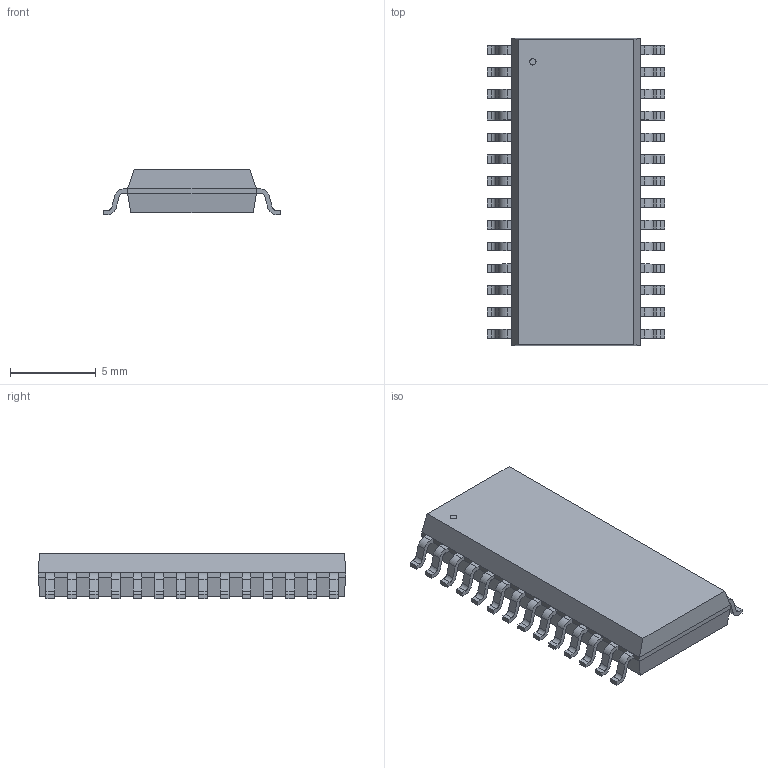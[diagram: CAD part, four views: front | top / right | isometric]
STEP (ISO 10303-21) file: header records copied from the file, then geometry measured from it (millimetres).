
FILE_DESCRIPTION(('STEP AP214'),'1');
FILE_NAME('SOIC28_SO_MCH','2023-03-08T04:04:02',(''),(''),'','','');
FILE_SCHEMA(('AUTOMOTIVE_DESIGN'));
Length unit declared in the file: millimetre
Products named in the file (1): product
Bounding box: 10.31 x 17.91 x 2.64 mm (x, y, z)
Volume: 336 mm3; surface area: 477.1 mm2
Topology: 30 solids, 30 shells, 409 faces, 1039 edges, 690 vertices
Faces by surface type: plane 296, cylinder 113
Full cylindrical faces by diameter (mm): 0.375 x1
Entity records: 11752 total; most frequent: DIRECTION 2086, ORIENTED_EDGE 2076, CARTESIAN_POINT 1215, EDGE_CURVE 1038, LINE 812, VECTOR 812, VERTEX_POINT 690, AXIS2_PLACEMENT_3D 637
